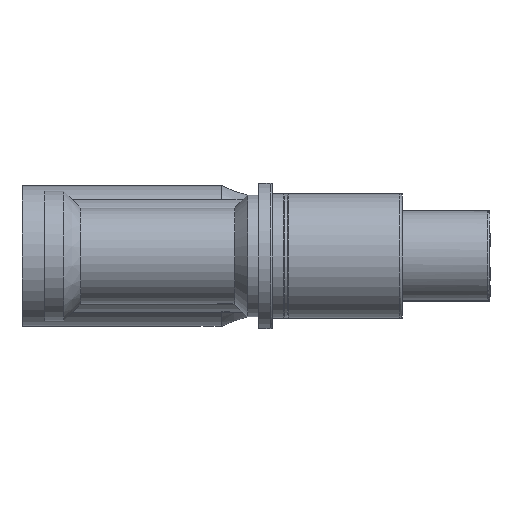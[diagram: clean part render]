
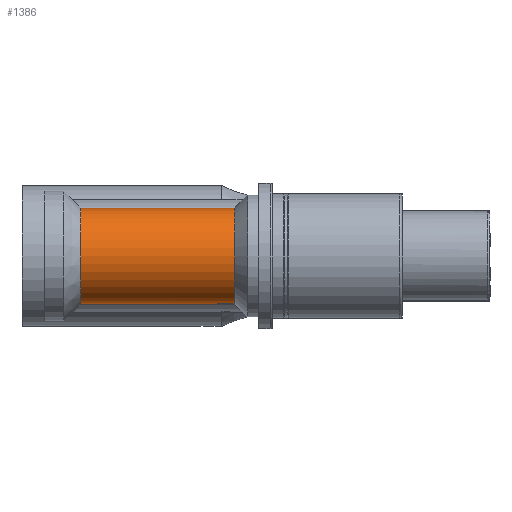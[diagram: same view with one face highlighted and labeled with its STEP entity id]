
A CAD part, front view. The second image highlights one B-rep face of the part: STEP entity #1386.
In plain terms, the highlighted cylindrical face has radius 4.25 mm (diameter 8.5 mm), a full revolution.
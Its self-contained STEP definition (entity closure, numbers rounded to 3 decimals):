
#346=B_SPLINE_CURVE_WITH_KNOTS('',3,(#5314,#5315,#5316,#5317,#5318,#5319,
#5320,#5321,#5322,#5323,#5324,#5325,#5326,#5327,#5328,#5329,#5330,#5331,
#5332,#5333,#5334,#5335,#5336,#5337,#5338,#5339,#5340,#5341,#5342,#5343,
#5344,#5345,#5346,#5347,#5348,#5349,#5350,#5351,#5352,#5353,#5354,#5355,
#5356,#5357,#5358,#5359,#5360,#5361,#5362,#5363,#5364,#5365,#5366,#5367,
#5368,#5369,#5370,#5371),.UNSPECIFIED.,.T.,.F.,(1,3,3,3,3,3,3,3,3,3,3,3,
3,3,3,3,3,3,3,3,3,1),(-0.039,0.,0.053,0.106,
0.159,0.213,0.267,0.32,
0.373,0.426,0.48,0.534,
0.587,0.64,0.694,0.748,
0.801,0.854,0.907,0.961,
1.,1.053),.UNSPECIFIED.);
#1026=CYLINDRICAL_SURFACE('',#4002,4.25);
#1148=FACE_BOUND('',#1779,.T.);
#1149=FACE_BOUND('',#1780,.T.);
#1150=FACE_BOUND('',#1781,.T.);
#1386=ADVANCED_FACE('',(#1148,#1149,#1150),#1026,.T.);
#1779=EDGE_LOOP('',(#2132));
#1780=EDGE_LOOP('',(#2133));
#1781=EDGE_LOOP('',(#2134));
#2132=ORIENTED_EDGE('',*,*,#3349,.T.);
#2133=ORIENTED_EDGE('',*,*,#3350,.T.);
#2134=ORIENTED_EDGE('',*,*,#3351,.T.);
#3021=VERTEX_POINT('',#5372);
#3022=VERTEX_POINT('',#5374);
#3023=VERTEX_POINT('',#5376);
#3349=EDGE_CURVE('',#3021,#3021,#346,.T.);
#3350=EDGE_CURVE('',#3022,#3022,#3802,.T.);
#3351=EDGE_CURVE('',#3023,#3023,#3803,.T.);
#3802=CIRCLE('',#4000,4.25);
#3803=CIRCLE('',#4001,4.25);
#4000=AXIS2_PLACEMENT_3D('',#5373,#4444,#4445);
#4001=AXIS2_PLACEMENT_3D('',#5375,#4446,#4447);
#4002=AXIS2_PLACEMENT_3D('',#5377,#4448,#4449);
#4444=DIRECTION('',(-1.,0.,0.));
#4445=DIRECTION('',(0.,-1.,0.));
#4446=DIRECTION('',(1.,0.,0.));
#4447=DIRECTION('',(0.,0.,1.));
#4448=DIRECTION('',(1.,0.,0.));
#4449=DIRECTION('',(0.,1.,0.));
#5314=CARTESIAN_POINT('',(17.255,0.083,-4.249));
#5315=CARTESIAN_POINT('',(17.245,0.001,-4.251));
#5316=CARTESIAN_POINT('',(17.25,-0.084,-4.25));
#5317=CARTESIAN_POINT('',(17.268,-0.165,-4.247));
#5318=CARTESIAN_POINT('',(17.287,-0.246,-4.244));
#5319=CARTESIAN_POINT('',(17.319,-0.325,-4.238));
#5320=CARTESIAN_POINT('',(17.363,-0.395,-4.232));
#5321=CARTESIAN_POINT('',(17.406,-0.466,-4.225));
#5322=CARTESIAN_POINT('',(17.463,-0.53,-4.217));
#5323=CARTESIAN_POINT('',(17.528,-0.583,-4.21));
#5324=CARTESIAN_POINT('',(17.593,-0.636,-4.203));
#5325=CARTESIAN_POINT('',(17.669,-0.678,-4.196));
#5326=CARTESIAN_POINT('',(17.748,-0.706,-4.191));
#5327=CARTESIAN_POINT('',(17.827,-0.735,-4.186));
#5328=CARTESIAN_POINT('',(17.912,-0.75,-4.183));
#5329=CARTESIAN_POINT('',(17.996,-0.75,-4.183));
#5330=CARTESIAN_POINT('',(18.079,-0.75,-4.183));
#5331=CARTESIAN_POINT('',(18.164,-0.737,-4.186));
#5332=CARTESIAN_POINT('',(18.242,-0.71,-4.19));
#5333=CARTESIAN_POINT('',(18.32,-0.683,-4.195));
#5334=CARTESIAN_POINT('',(18.395,-0.643,-4.201));
#5335=CARTESIAN_POINT('',(18.46,-0.592,-4.209));
#5336=CARTESIAN_POINT('',(18.526,-0.541,-4.216));
#5337=CARTESIAN_POINT('',(18.584,-0.478,-4.224));
#5338=CARTESIAN_POINT('',(18.63,-0.407,-4.23));
#5339=CARTESIAN_POINT('',(18.676,-0.337,-4.237));
#5340=CARTESIAN_POINT('',(18.71,-0.257,-4.243));
#5341=CARTESIAN_POINT('',(18.729,-0.175,-4.246));
#5342=CARTESIAN_POINT('',(18.749,-0.093,-4.25));
#5343=CARTESIAN_POINT('',(18.755,-0.007,-4.251));
#5344=CARTESIAN_POINT('',(18.746,0.076,-4.249));
#5345=CARTESIAN_POINT('',(18.738,0.158,-4.248));
#5346=CARTESIAN_POINT('',(18.715,0.24,-4.244));
#5347=CARTESIAN_POINT('',(18.681,0.315,-4.238));
#5348=CARTESIAN_POINT('',(18.646,0.39,-4.233));
#5349=CARTESIAN_POINT('',(18.598,0.461,-4.225));
#5350=CARTESIAN_POINT('',(18.54,0.52,-4.218));
#5351=CARTESIAN_POINT('',(18.482,0.581,-4.211));
#5352=CARTESIAN_POINT('',(18.412,0.632,-4.203));
#5353=CARTESIAN_POINT('',(18.337,0.67,-4.197));
#5354=CARTESIAN_POINT('',(18.262,0.708,-4.191));
#5355=CARTESIAN_POINT('',(18.179,0.733,-4.186));
#5356=CARTESIAN_POINT('',(18.095,0.744,-4.184));
#5357=CARTESIAN_POINT('',(18.013,0.755,-4.183));
#5358=CARTESIAN_POINT('',(17.927,0.751,-4.183));
#5359=CARTESIAN_POINT('',(17.846,0.734,-4.186));
#5360=CARTESIAN_POINT('',(17.765,0.717,-4.189));
#5361=CARTESIAN_POINT('',(17.686,0.686,-4.194));
#5362=CARTESIAN_POINT('',(17.615,0.644,-4.201));
#5363=CARTESIAN_POINT('',(17.544,0.601,-4.208));
#5364=CARTESIAN_POINT('',(17.479,0.545,-4.215));
#5365=CARTESIAN_POINT('',(17.425,0.482,-4.223));
#5366=CARTESIAN_POINT('',(17.371,0.417,-4.23));
#5367=CARTESIAN_POINT('',(17.327,0.342,-4.237));
#5368=CARTESIAN_POINT('',(17.298,0.263,-4.242));
#5369=CARTESIAN_POINT('',(17.276,0.206,-4.245));
#5370=CARTESIAN_POINT('',(17.261,0.145,-4.248));
#5371=CARTESIAN_POINT('',(17.255,0.083,-4.249));
#5372=CARTESIAN_POINT('',(17.255,0.083,-4.249));
#5373=CARTESIAN_POINT('',(18.85,0.,0.));
#5374=CARTESIAN_POINT('',(18.85,-4.25,0.));
#5375=CARTESIAN_POINT('',(5.2,0.,0.));
#5376=CARTESIAN_POINT('',(5.2,0.,4.25));
#5377=CARTESIAN_POINT('',(5.,0.,0.));
